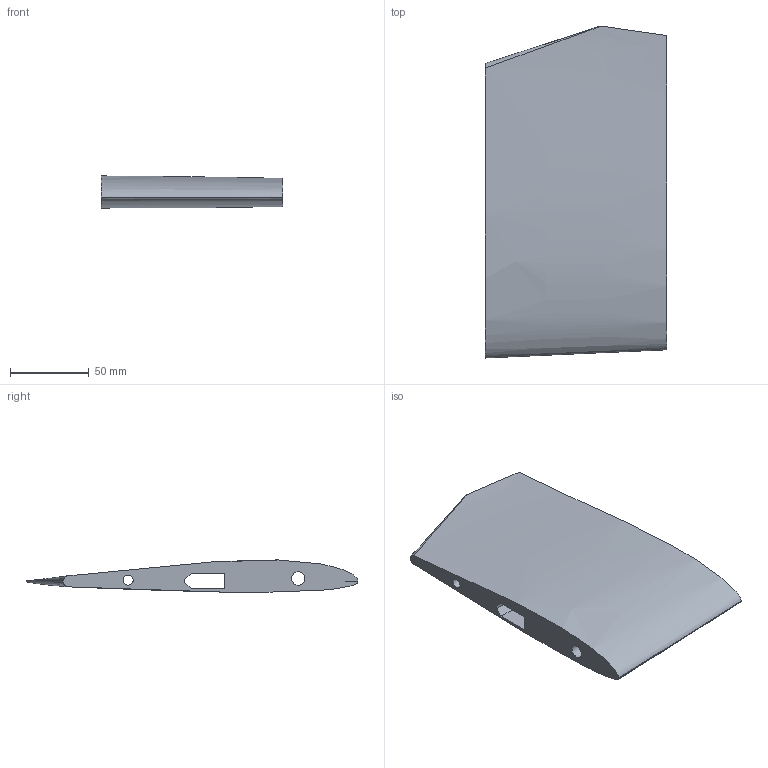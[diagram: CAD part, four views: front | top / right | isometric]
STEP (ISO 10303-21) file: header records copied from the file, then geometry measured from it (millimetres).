
FILE_DESCRIPTION(/* description */ (''),/* implementation_level */ '2;1');
FILE_NAME(/* name */ 'Wing left 2.step',/* time_stamp */ '2024-11-26T12:13:52+01:00',/* author */ (''),/* organization */ (''),/* preprocessor_version */ 'ST-DEVELOPER v20',/* originating_system */ 'Autodesk Translation Framework v13.20.0.188',/* authorisation */ '');
FILE_SCHEMA (('AUTOMOTIVE_DESIGN { 1 0 10303 214 3 1 1 }'));
Length unit declared in the file: millimetre
Products named in the file (1): Wing left 2
Bounding box: 115 x 210.81 x 20.36 mm (x, y, z)
Volume: 283221.2 mm3; surface area: 66259.8 mm2
Topology: 1 solids, 1 shells, 21 faces, 57 edges, 38 vertices
Faces by surface type: plane 15, bspline 4, cylinder 2
Full cylindrical faces by diameter (mm): 6.4 x1, 8.6 x1
Entity records: 1570 total; most frequent: CARTESIAN_POINT 1012, ORIENTED_EDGE 114, DIRECTION 85, EDGE_CURVE 57, LINE 41, VECTOR 41, VERTEX_POINT 38, EDGE_LOOP 29
